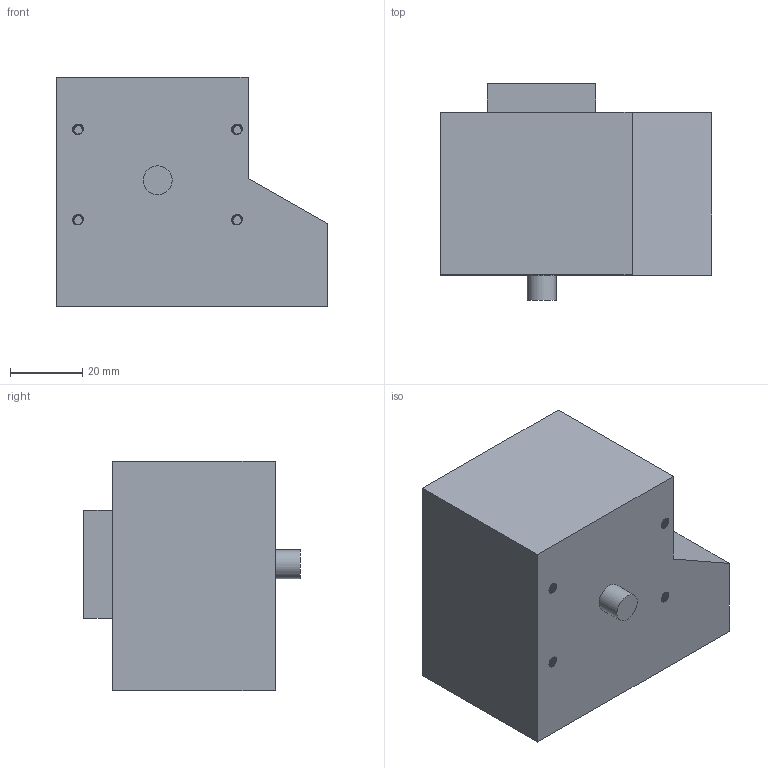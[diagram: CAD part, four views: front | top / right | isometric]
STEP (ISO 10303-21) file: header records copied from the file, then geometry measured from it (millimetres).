
FILE_DESCRIPTION(/* description */ (''),/* implementation_level */ '2;1');
FILE_NAME(/* name */ 'Alphasense_OPC-N3 v3.step',/* time_stamp */ '2024-02-26T16:50:35+01:00',/* author */ (''),/* organization */ (''),/* preprocessor_version */ 'ST-DEVELOPER v20',/* originating_system */ 'Autodesk Translation Framework v12.20.1.177',/* authorisation */ '');
FILE_SCHEMA (('AUTOMOTIVE_DESIGN { 1 0 10303 214 3 1 1 }'));
Length unit declared in the file: millimetre
Products named in the file (1): Alphasense_OPC-N3
Bounding box: 75 x 60 x 63.5 mm (x, y, z)
Volume: 187717.5 mm3; surface area: 21778.7 mm2
Topology: 1 solids, 1 shells, 195 faces, 561 edges, 374 vertices
Faces by surface type: cylinder 169, plane 18, bspline 8
Full cylindrical faces by diameter (mm): 2.529 x40, 3.086 x20, 8 x1
Entity records: 15994 total; most frequent: CARTESIAN_POINT 11547, ORIENTED_EDGE 1122, DIRECTION 603, EDGE_CURVE 561, VERTEX_POINT 374, B_SPLINE_CURVE_WITH_KNOTS 352, AXIS2_PLACEMENT_3D 206, EDGE_LOOP 201
